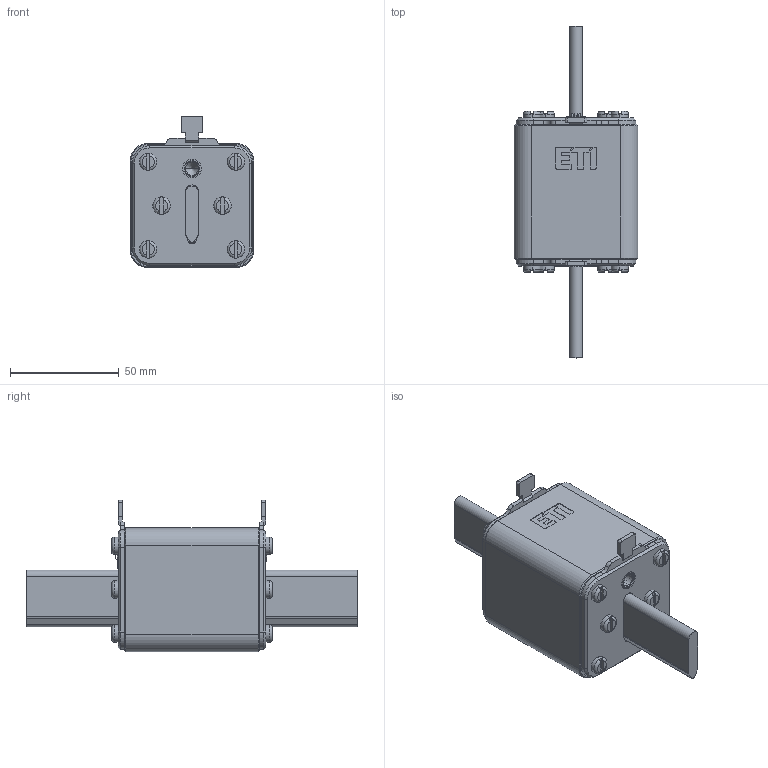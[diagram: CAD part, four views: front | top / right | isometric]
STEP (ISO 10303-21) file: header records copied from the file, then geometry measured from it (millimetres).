
FILE_DESCRIPTION((''),'2;1');
FILE_NAME('004334209_NH2UQ_ASM-2_ASM','2025-03-19T13:52:48',('klemen.sitar'),('Audax d.o.o.'),'CREO PARAMETRIC BY PTC INC, 2021304','CREO PARAMETRIC BY PTC INC, 2021304','');
FILE_SCHEMA(('AP242_MANAGED_MODEL_BASED_3D_ENGINEERING_MIM_LF { 1 0 10303 442 1 1 4 }'));
Length unit declared in the file: millimetre
Products named in the file (11): 0000033370_3; 0000033367_1; 0000033276_2; 0000033204_1; 0000033361_1; 0000033374_ASM_1_ASM; 0000016201_2; 0000033047_1; 0000033044_1; 0000032608_1; 004334209_NH2UQ_ASM-2_ASM
Assembly tree (24 placements, depth 3):
  004334209_NH2UQ_ASM-2_ASM
    0000033370_3
    0000033367_1  x2
    0000033276_2  x2
    0000033374_ASM_1_ASM  x2
      0000033204_1
      0000033361_1
    0000016201_2
    0000033047_1
    0000033044_1
    0000032608_1  x12
Bounding box: 57 x 152.6 x 69.5 mm (x, y, z)
Volume: 150286 mm3; surface area: 64413.1 mm2
Topology: 24 solids, 28 shells, 703 faces, 1718 edges, 1077 vertices
Faces by surface type: plane 318, cylinder 237, cone 80, torus 60, bspline 4, sphere 4
Entity records: 14100 total; most frequent: CARTESIAN_POINT 2342, DIRECTION 1860, ORIENTED_EDGE 1660, PRESENTATION_STYLE_ASSIGNMENT 848, STYLED_ITEM 845, CURVE_STYLE 834, EDGE_CURVE 834, AXIS2_PLACEMENT_3D 677
